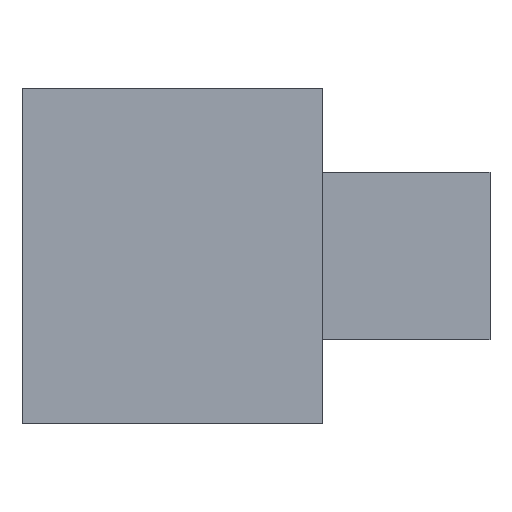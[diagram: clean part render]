
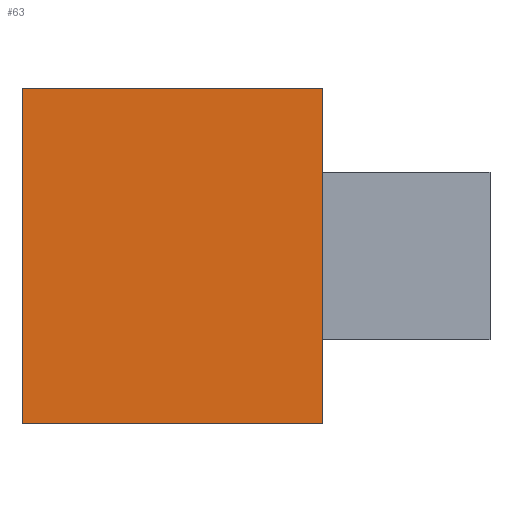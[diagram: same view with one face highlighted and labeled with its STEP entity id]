
A CAD part, left-side view. The second image highlights one B-rep face of the part: STEP entity #63.
In plain terms, the highlighted planar face has unit normal (-1, 0, 0).
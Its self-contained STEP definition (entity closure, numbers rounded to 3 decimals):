
#63=ADVANCED_FACE('',(#175),#177,.T.);
#175=FACE_BOUND('',#176,.T.);
#176=EDGE_LOOP('',(#395,#396,#397,#398));
#177=PLANE('',#178);
#178=AXIS2_PLACEMENT_3D('',#179,#180,#181);
#179=CARTESIAN_POINT('',(-70.,44.8,0.));
#180=DIRECTION('',(-1.,0.,0.));
#181=DIRECTION('',(0.,-1.,0.));
#395=ORIENTED_EDGE('',*,*,#482,.T.);
#396=ORIENTED_EDGE('',*,*,#477,.T.);
#397=ORIENTED_EDGE('',*,*,#494,.F.);
#398=ORIENTED_EDGE('',*,*,#503,.F.);
#477=EDGE_CURVE('',#548,#553,#555,.T.);
#482=EDGE_CURVE('',#560,#548,#561,.T.);
#494=EDGE_CURVE('',#580,#553,#582,.T.);
#503=EDGE_CURVE('',#560,#580,#599,.T.);
#548=VERTEX_POINT('',#677);
#553=VERTEX_POINT('',#686);
#555=LINE('',#690,#691);
#560=VERTEX_POINT('',#705);
#561=LINE('',#706,#707);
#580=VERTEX_POINT('',#753);
#582=LINE('',#757,#758);
#599=LINE('',#794,#795);
#677=CARTESIAN_POINT('',(-70.,0.,0.));
#686=CARTESIAN_POINT('',(-70.,0.,50.));
#690=CARTESIAN_POINT('',(-70.,0.,0.));
#691=VECTOR('',#692,1.);
#692=DIRECTION('',(0.,0.,1.));
#705=CARTESIAN_POINT('',(-70.,44.8,0.));
#706=CARTESIAN_POINT('',(-70.,44.8,0.));
#707=VECTOR('',#708,1.);
#708=DIRECTION('',(0.,-1.,0.));
#753=CARTESIAN_POINT('',(-70.,44.8,50.));
#757=CARTESIAN_POINT('',(-70.,44.8,50.));
#758=VECTOR('',#759,1.);
#759=DIRECTION('',(0.,-1.,0.));
#794=CARTESIAN_POINT('',(-70.,44.8,0.));
#795=VECTOR('',#796,1.);
#796=DIRECTION('',(0.,0.,1.));
